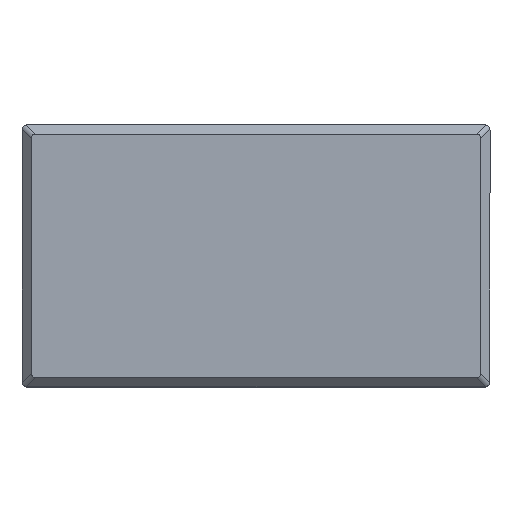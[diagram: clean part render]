
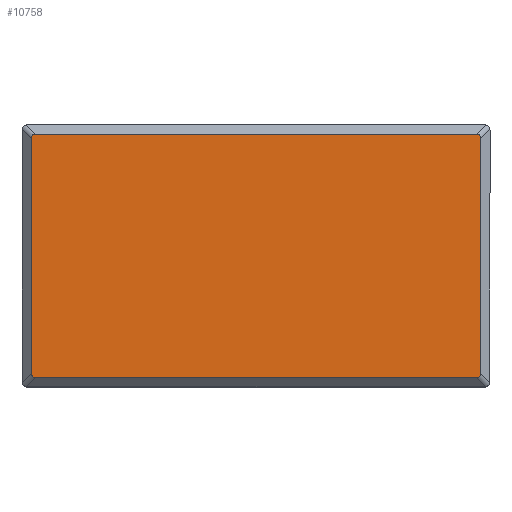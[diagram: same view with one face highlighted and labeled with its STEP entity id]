
A CAD part, top view. The second image highlights one B-rep face of the part: STEP entity #10758.
In plain terms, the highlighted face is planar.
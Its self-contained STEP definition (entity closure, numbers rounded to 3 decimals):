
#138=ELLIPSE('',#11992,2.598,1.5);
#146=ELLIPSE('',#12006,2.598,1.5);
#148=ELLIPSE('',#12011,2.598,1.5);
#149=ELLIPSE('',#12012,2.598,1.5);
#1755=FACE_OUTER_BOUND('',#2491,.T.);
#2491=EDGE_LOOP('',(#9706,#9707,#9708,#9709,#9710,#9711,#9712,#9713));
#3376=LINE('',#18490,#4256);
#3384=LINE('',#18516,#4264);
#3386=LINE('',#18524,#4266);
#3387=LINE('',#18526,#4267);
#4256=VECTOR('',#15289,10.);
#4264=VECTOR('',#15317,10.);
#4266=VECTOR('',#15325,10.);
#4267=VECTOR('',#15328,10.);
#5237=VERTEX_POINT('',#18469);
#5238=VERTEX_POINT('',#18471);
#5244=VERTEX_POINT('',#18488);
#5249=VERTEX_POINT('',#18505);
#5250=VERTEX_POINT('',#18507);
#5252=VERTEX_POINT('',#18515);
#5254=VERTEX_POINT('',#18521);
#5255=VERTEX_POINT('',#18523);
#6727=EDGE_CURVE('',#5237,#5238,#138,.T.);
#6737=EDGE_CURVE('',#5244,#5237,#3376,.T.);
#6745=EDGE_CURVE('',#5249,#5250,#146,.T.);
#6749=EDGE_CURVE('',#5250,#5252,#3384,.T.);
#6752=EDGE_CURVE('',#5254,#5244,#148,.T.);
#6753=EDGE_CURVE('',#5255,#5254,#3386,.T.);
#6754=EDGE_CURVE('',#5252,#5255,#149,.T.);
#6755=EDGE_CURVE('',#5238,#5249,#3387,.T.);
#9706=ORIENTED_EDGE('',*,*,#6727,.F.);
#9707=ORIENTED_EDGE('',*,*,#6737,.F.);
#9708=ORIENTED_EDGE('',*,*,#6752,.F.);
#9709=ORIENTED_EDGE('',*,*,#6753,.F.);
#9710=ORIENTED_EDGE('',*,*,#6754,.F.);
#9711=ORIENTED_EDGE('',*,*,#6749,.F.);
#9712=ORIENTED_EDGE('',*,*,#6745,.F.);
#9713=ORIENTED_EDGE('',*,*,#6755,.F.);
#10155=PLANE('',#12010);
#10758=ADVANCED_FACE('',(#1755),#10155,.T.);
#11992=AXIS2_PLACEMENT_3D('',#18472,#15270,#15271);
#12006=AXIS2_PLACEMENT_3D('',#18508,#15308,#15309);
#12010=AXIS2_PLACEMENT_3D('',#18520,#15321,#15322);
#12011=AXIS2_PLACEMENT_3D('',#18522,#15323,#15324);
#12012=AXIS2_PLACEMENT_3D('',#18525,#15326,#15327);
#15270=DIRECTION('center_axis',(0.,0.,1.));
#15271=DIRECTION('ref_axis',(-0.707,-0.707,0.));
#15289=DIRECTION('',(0.,-1.,0.));
#15308=DIRECTION('center_axis',(0.,0.,1.));
#15309=DIRECTION('ref_axis',(0.707,-0.707,0.));
#15317=DIRECTION('',(0.,1.,0.));
#15321=DIRECTION('center_axis',(0.,0.,-1.));
#15322=DIRECTION('ref_axis',(-1.,0.,0.));
#15323=DIRECTION('center_axis',(0.,0.,1.));
#15324=DIRECTION('ref_axis',(-0.707,0.707,0.));
#15325=DIRECTION('',(-1.,0.,0.));
#15326=DIRECTION('center_axis',(0.,0.,1.));
#15327=DIRECTION('ref_axis',(0.707,0.707,0.));
#15328=DIRECTION('',(1.,0.,0.));
#18469=CARTESIAN_POINT('',(-60.,-31.439,-25.));
#18471=CARTESIAN_POINT('',(-58.939,-32.5,-25.));
#18472=CARTESIAN_POINT('Origin',(-57.879,-30.379,-25.));
#18488=CARTESIAN_POINT('',(-60.,31.439,-25.));
#18490=CARTESIAN_POINT('',(-60.,-17.5,-25.));
#18505=CARTESIAN_POINT('',(58.939,-32.5,-25.));
#18507=CARTESIAN_POINT('',(60.,-31.439,-25.));
#18508=CARTESIAN_POINT('Origin',(57.879,-30.379,-25.));
#18515=CARTESIAN_POINT('',(60.,31.439,-25.));
#18516=CARTESIAN_POINT('',(60.,17.5,-25.));
#18520=CARTESIAN_POINT('Origin',(0.,0.,-25.));
#18521=CARTESIAN_POINT('',(-58.939,32.5,-25.));
#18522=CARTESIAN_POINT('Origin',(-57.879,30.379,-25.));
#18523=CARTESIAN_POINT('',(58.939,32.5,-25.));
#18524=CARTESIAN_POINT('',(-31.25,32.5,-25.));
#18525=CARTESIAN_POINT('Origin',(57.879,30.379,-25.));
#18526=CARTESIAN_POINT('',(31.25,-32.5,-25.));
